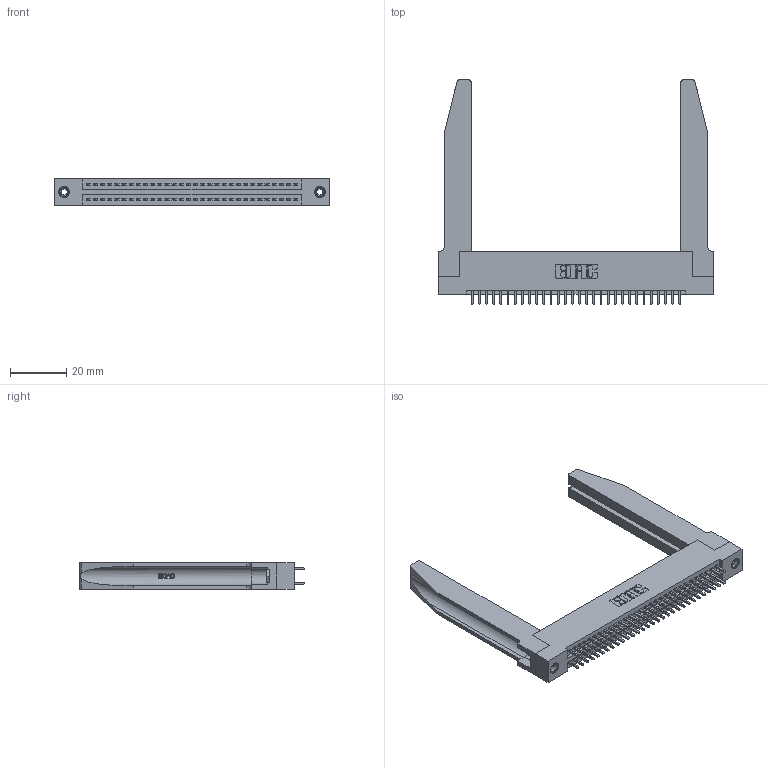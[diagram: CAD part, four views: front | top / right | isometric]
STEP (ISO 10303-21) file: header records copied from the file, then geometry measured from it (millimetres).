
FILE_DESCRIPTION (( 'STEP AP203' ), '1' );
FILE_NAME ('345-060-521-278.STEP', '2019-10-30T07:17:06', ( '' ), ( '' ), 'SwSTEP 2.0', 'SolidWorks 2016', '' );
FILE_SCHEMA (( 'CONFIG_CONTROL_DESIGN' ));
Length unit declared in the file: inch
Products named in the file (5): 345-292-001_345-293-121; 345 Part_Flush Mounting Lugs - 0.156 Dia-TH; 345-250-001_345-250-001-102; 345-220-078_345-220-078; 345-060-521-278
Assembly tree (65 placements, depth 2):
  345-060-521-278
    345 Part_Flush Mounting Lugs - 0.156 Dia-TH
    345-292-001_345-293-121  x60
    345-250-001_345-250-001-102  x2
    345-220-078_345-220-078  x2
Bounding box: 97.43 x 79.68 x 9.4 mm (x, y, z)
Volume: 17099.4 mm3; surface area: 20236.5 mm2
Topology: 65 solids, 65 shells, 3360 faces, 9889 edges, 6502 vertices
Faces by surface type: plane 2202, cylinder 1106, bspline 36, cone 12, torus 4
Entity records: 29912 total; most frequent: CARTESIAN_POINT 5943, ORIENTED_EDGE 4774, DIRECTION 4249, EDGE_CURVE 2387, LINE 2041, VECTOR 2041, VERTEX_POINT 1584, AXIS2_PLACEMENT_3D 1104
